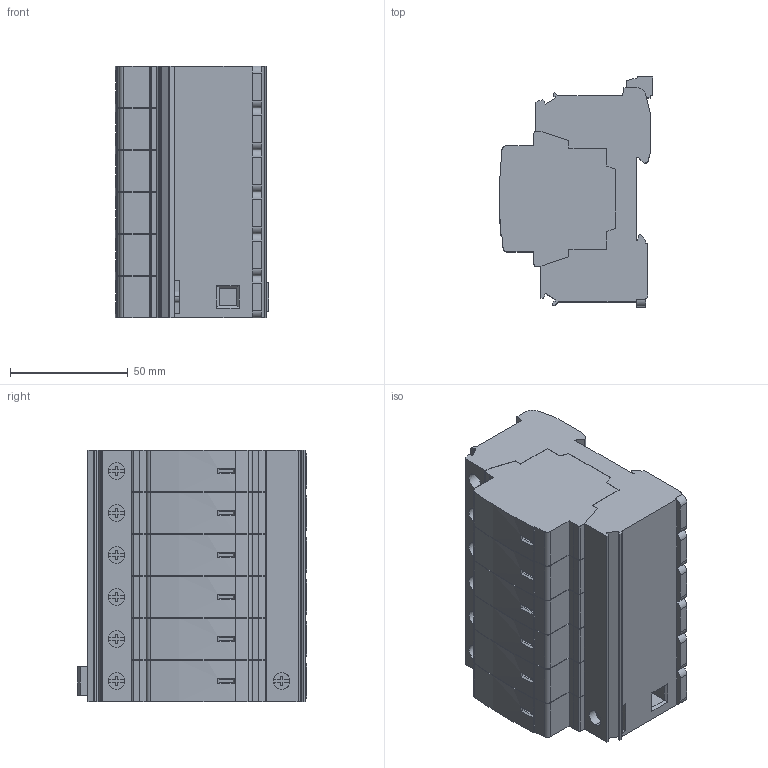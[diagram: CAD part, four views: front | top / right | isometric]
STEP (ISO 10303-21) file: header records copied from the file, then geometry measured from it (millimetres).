
FILE_DESCRIPTION((''),'2;1');
FILE_NAME('B80001503','2017-03-30T',('FRJEGUI'),(''),'CREO PARAMETRIC BY PTC INC, 2016380','CREO PARAMETRIC BY PTC INC, 2016380','');
FILE_SCHEMA(('CONFIG_CONTROL_DESIGN'));
Length unit declared in the file: millimetre
Products named in the file (1): B80001503
Bounding box: 64.95 x 97.5 x 106.8 mm (x, y, z)
Volume: 487625.1 mm3; surface area: 71688.5 mm2
Topology: 1 solids, 1 shells, 503 faces, 1389 edges, 908 vertices
Faces by surface type: plane 423, cylinder 68, cone 12
Entity records: 15919 total; most frequent: CARTESIAN_POINT 2938, ORIENTED_EDGE 2778, DIRECTION 2559, EDGE_CURVE 1389, VECTOR 1153, LINE 1153, VERTEX_POINT 908, AXIS2_PLACEMENT_3D 703
